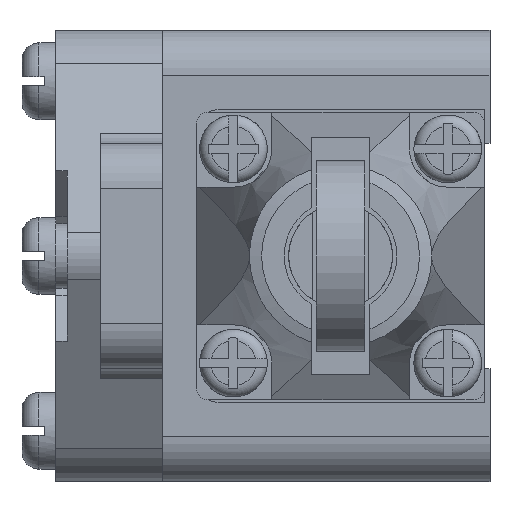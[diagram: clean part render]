
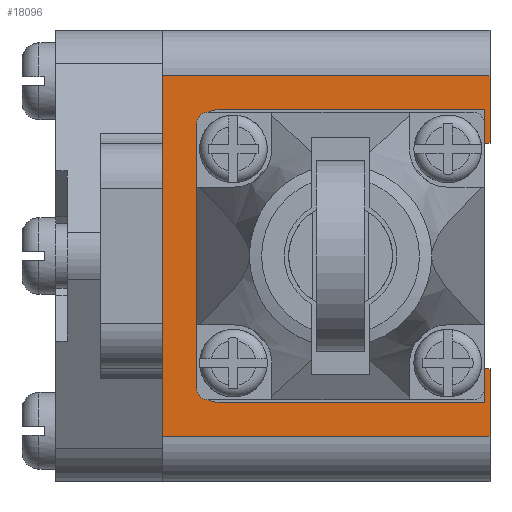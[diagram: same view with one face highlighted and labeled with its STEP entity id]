
A CAD part, front view. The second image highlights one B-rep face of the part: STEP entity #18096.
In plain terms, the highlighted face is planar.
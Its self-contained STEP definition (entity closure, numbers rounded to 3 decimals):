
#12459=DIRECTION('',(1.,0.,0.));
#12460=VECTOR('',#12459,3.);
#12461=CARTESIAN_POINT('',(-13.,0.,-34.));
#12462=LINE('',#12461,#12460);
#12527=DIRECTION('',(1.,0.,0.));
#12528=VECTOR('',#12527,3.);
#12529=CARTESIAN_POINT('',(10.,0.,-34.));
#12530=LINE('',#12529,#12528);
#12595=DIRECTION('',(0.,1.,0.));
#12596=VECTOR('',#12595,23.5);
#12597=CARTESIAN_POINT('',(-13.,0.,-34.));
#12598=LINE('',#12597,#12596);
#12599=CARTESIAN_POINT('',(-11.,23.5,-34.));
#12600=DIRECTION('',(0.,0.,-1.));
#12601=DIRECTION('',(-1.,0.,0.));
#12602=AXIS2_PLACEMENT_3D('',#12599,#12600,#12601);
#12604=DIRECTION('',(1.,0.,0.));
#12605=VECTOR('',#12604,22.);
#12606=CARTESIAN_POINT('',(-11.,25.5,-34.));
#12607=LINE('',#12606,#12605);
#12608=CARTESIAN_POINT('',(11.,23.5,-34.));
#12609=DIRECTION('',(0.,0.,-1.));
#12610=DIRECTION('',(0.,1.,0.));
#12611=AXIS2_PLACEMENT_3D('',#12608,#12609,#12610);
#12613=DIRECTION('',(0.,1.,0.));
#12614=VECTOR('',#12613,23.5);
#12615=CARTESIAN_POINT('',(13.,0.,-34.));
#12616=LINE('',#12615,#12614);
#12617=DIRECTION('',(0.,-1.,0.));
#12618=VECTOR('',#12617,0.5);
#12619=CARTESIAN_POINT('',(10.,0.,-34.));
#12620=LINE('',#12619,#12618);
#12621=DIRECTION('',(-1.,0.,0.));
#12622=VECTOR('',#12621,32.);
#12623=CARTESIAN_POINT('',(16.,28.5,-34.));
#12624=LINE('',#12623,#12622);
#12629=DIRECTION('',(0.,1.,0.));
#12630=VECTOR('',#12629,29.);
#12631=CARTESIAN_POINT('',(-16.,-0.5,-34.));
#12632=LINE('',#12631,#12630);
#12790=DIRECTION('',(1.,0.,0.));
#12791=VECTOR('',#12790,6.);
#12792=CARTESIAN_POINT('',(10.,-0.5,-34.));
#12793=LINE('',#12792,#12791);
#12820=DIRECTION('',(1.,0.,0.));
#12821=VECTOR('',#12820,6.);
#12822=CARTESIAN_POINT('',(-16.,-0.5,-34.));
#12823=LINE('',#12822,#12821);
#13660=DIRECTION('',(0.,-1.,0.));
#13661=VECTOR('',#13660,29.);
#13662=CARTESIAN_POINT('',(16.,28.5,-34.));
#13663=LINE('',#13662,#13661);
#14775=DIRECTION('',(0.,-1.,0.));
#14776=VECTOR('',#14775,0.5);
#14777=CARTESIAN_POINT('',(-10.,0.,-34.));
#14778=LINE('',#14777,#14776);
#16149=CARTESIAN_POINT('',(16.,28.5,-34.));
#16150=CARTESIAN_POINT('',(-16.,28.5,-34.));
#16151=VERTEX_POINT('',#16149);
#16152=VERTEX_POINT('',#16150);
#16377=CARTESIAN_POINT('',(11.,25.5,-34.));
#16378=CARTESIAN_POINT('',(13.,23.5,-34.));
#16379=VERTEX_POINT('',#16377);
#16380=VERTEX_POINT('',#16378);
#16381=CARTESIAN_POINT('',(-13.,23.5,-34.));
#16382=CARTESIAN_POINT('',(-11.,25.5,-34.));
#16383=VERTEX_POINT('',#16381);
#16384=VERTEX_POINT('',#16382);
#16627=CARTESIAN_POINT('',(10.,-0.5,-34.));
#16628=VERTEX_POINT('',#16627);
#16629=CARTESIAN_POINT('',(16.,-0.5,-34.));
#16630=VERTEX_POINT('',#16629);
#16637=CARTESIAN_POINT('',(-16.,-0.5,-34.));
#16638=VERTEX_POINT('',#16637);
#16639=CARTESIAN_POINT('',(-10.,-0.5,-34.));
#16640=VERTEX_POINT('',#16639);
#16683=CARTESIAN_POINT('',(10.,0.,-34.));
#16684=VERTEX_POINT('',#16683);
#16685=CARTESIAN_POINT('',(13.,0.,-34.));
#16686=VERTEX_POINT('',#16685);
#16687=CARTESIAN_POINT('',(-13.,0.,-34.));
#16688=CARTESIAN_POINT('',(-10.,0.,-34.));
#16689=VERTEX_POINT('',#16687);
#16690=VERTEX_POINT('',#16688);
#18065=CARTESIAN_POINT('',(16.,0.,-34.));
#18066=DIRECTION('',(0.,0.,-1.));
#18067=DIRECTION('',(-1.,0.,0.));
#18068=AXIS2_PLACEMENT_3D('',#18065,#18066,#18067);
#18069=PLANE('',#18068);
#18071=ORIENTED_EDGE('',*,*,#18070,.F.);
#18073=ORIENTED_EDGE('',*,*,#18072,.T.);
#18075=ORIENTED_EDGE('',*,*,#18074,.F.);
#18076=ORIENTED_EDGE('',*,*,#17950,.F.);
#18078=ORIENTED_EDGE('',*,*,#18077,.T.);
#18080=ORIENTED_EDGE('',*,*,#18079,.T.);
#18081=ORIENTED_EDGE('',*,*,#17654,.T.);
#18083=ORIENTED_EDGE('',*,*,#18082,.T.);
#18084=ORIENTED_EDGE('',*,*,#18056,.F.);
#18085=ORIENTED_EDGE('',*,*,#17982,.F.);
#18087=ORIENTED_EDGE('',*,*,#18086,.T.);
#18089=ORIENTED_EDGE('',*,*,#18088,.T.);
#18091=ORIENTED_EDGE('',*,*,#18090,.F.);
#18093=ORIENTED_EDGE('',*,*,#18092,.T.);
#18094=EDGE_LOOP('',(#18071,#18073,#18075,#18076,#18078,#18080,#18081,#18083,
#18084,#18085,#18087,#18089,#18091,#18093));
#18095=FACE_OUTER_BOUND('',#18094,.F.);
#12603=CIRCLE('',#12602,2.);
#12612=CIRCLE('',#12611,2.);
#17654=EDGE_CURVE('',#16384,#16379,#12607,.T.);
#17950=EDGE_CURVE('',#16689,#16690,#12462,.T.);
#17982=EDGE_CURVE('',#16684,#16686,#12530,.T.);
#18056=EDGE_CURVE('',#16686,#16380,#12616,.T.);
#18070=EDGE_CURVE('',#16638,#16152,#12632,.T.);
#18072=EDGE_CURVE('',#16638,#16640,#12823,.T.);
#18074=EDGE_CURVE('',#16690,#16640,#14778,.T.);
#18077=EDGE_CURVE('',#16689,#16383,#12598,.T.);
#18079=EDGE_CURVE('',#16383,#16384,#12603,.T.);
#18082=EDGE_CURVE('',#16379,#16380,#12612,.T.);
#18086=EDGE_CURVE('',#16684,#16628,#12620,.T.);
#18088=EDGE_CURVE('',#16628,#16630,#12793,.T.);
#18090=EDGE_CURVE('',#16151,#16630,#13663,.T.);
#18092=EDGE_CURVE('',#16151,#16152,#12624,.T.);
#18096=ADVANCED_FACE('',(#18095),#18069,.T.);
